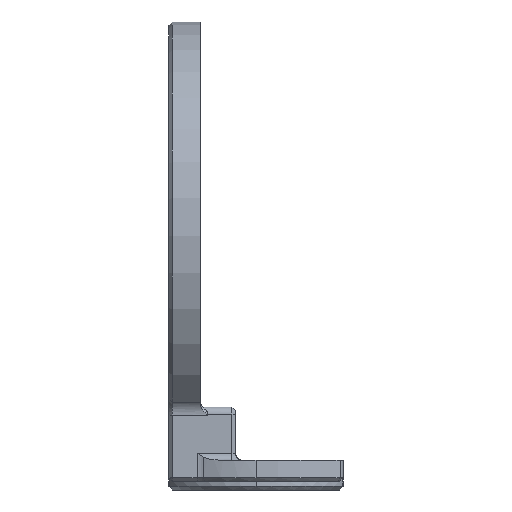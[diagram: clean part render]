
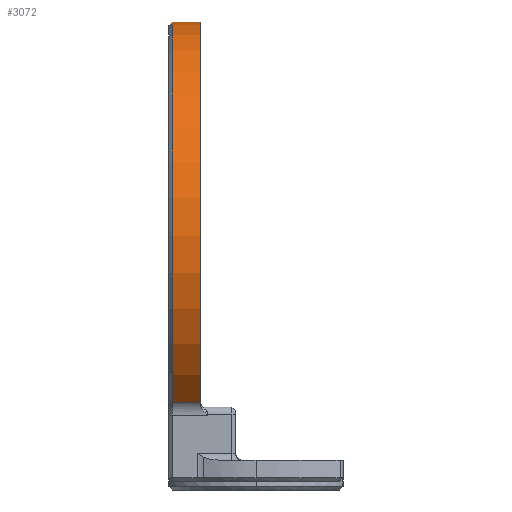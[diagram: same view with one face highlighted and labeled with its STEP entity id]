
A CAD part, left-side view. The second image highlights one B-rep face of the part: STEP entity #3072.
In plain terms, the highlighted cylindrical face has radius 62 mm (diameter 124 mm), a partial arc.
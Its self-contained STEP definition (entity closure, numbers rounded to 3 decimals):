
#378 = EDGE_CURVE ( 'NONE', #1694, #4206, #4277, .T. ) ;
#684 = CIRCLE ( 'NONE', #4181, 62. ) ;
#737 = CARTESIAN_POINT ( 'NONE',  ( -41.118, 23.85, 25.096 ) ) ;
#831 = CARTESIAN_POINT ( 'NONE',  ( 0., 15.85, 71.5 ) ) ;
#873 = AXIS2_PLACEMENT_3D ( 'NONE', #831, #1303, #2496 ) ;
#921 = CARTESIAN_POINT ( 'NONE',  ( 0., 15.85, 133.5 ) ) ;
#1099 = ORIENTED_EDGE ( 'NONE', *, *, #1198, .T. ) ;
#1160 = VERTEX_POINT ( 'NONE', #2673 ) ;
#1198 = EDGE_CURVE ( 'NONE', #1160, #2118, #684, .T. ) ;
#1303 = DIRECTION ( 'NONE',  ( 0., 1., 0. ) ) ;
#1425 = CARTESIAN_POINT ( 'NONE',  ( 0., 15.85, 133.5 ) ) ;
#1468 = ORIENTED_EDGE ( 'NONE', *, *, #378, .T. ) ;
#1694 = VERTEX_POINT ( 'NONE', #1696 ) ;
#1696 = CARTESIAN_POINT ( 'NONE',  ( 0., 23.85, 133.5 ) ) ;
#1922 = DIRECTION ( 'NONE',  ( 0., 0., 1. ) ) ;
#2013 = EDGE_CURVE ( 'NONE', #4206, #1160, #2916, .T. ) ;
#2079 = AXIS2_PLACEMENT_3D ( 'NONE', #2330, #2740, #1922 ) ;
#2118 = VERTEX_POINT ( 'NONE', #921 ) ;
#2172 = VECTOR ( 'NONE', #4414, 1000. ) ;
#2330 = CARTESIAN_POINT ( 'NONE',  ( 0., 23.85, 71.5 ) ) ;
#2400 = EDGE_LOOP ( 'NONE', ( #1099, #3193, #1468, #5152 ) ) ;
#2496 = DIRECTION ( 'NONE',  ( 0., 0., 1. ) ) ;
#2619 = DIRECTION ( 'NONE',  ( 0., 1., 0. ) ) ;
#2673 = CARTESIAN_POINT ( 'NONE',  ( -41.118, 15.85, 25.096 ) ) ;
#2740 = DIRECTION ( 'NONE',  ( 0., -1., 0. ) ) ;
#2859 = FACE_OUTER_BOUND ( 'NONE', #2400, .T. ) ;
#2916 = LINE ( 'NONE', #3248, #3524 ) ;
#3051 = CARTESIAN_POINT ( 'NONE',  ( 0., 15.85, 71.5 ) ) ;
#3072 = ADVANCED_FACE ( 'NONE', ( #2859 ), #3345, .T. ) ;
#3193 = ORIENTED_EDGE ( 'NONE', *, *, #4126, .T. ) ;
#3248 = CARTESIAN_POINT ( 'NONE',  ( -41.118, 15.85, 25.096 ) ) ;
#3345 = CYLINDRICAL_SURFACE ( 'NONE', #873, 62. ) ;
#3524 = VECTOR ( 'NONE', #5038, 1000. ) ;
#4126 = EDGE_CURVE ( 'NONE', #2118, #1694, #5268, .T. ) ;
#4181 = AXIS2_PLACEMENT_3D ( 'NONE', #3051, #2619, #4324 ) ;
#4206 = VERTEX_POINT ( 'NONE', #737 ) ;
#4277 = CIRCLE ( 'NONE', #2079, 62. ) ;
#4324 = DIRECTION ( 'NONE',  ( 0., 0., 1. ) ) ;
#4414 = DIRECTION ( 'NONE',  ( 0., 1., 0. ) ) ;
#5038 = DIRECTION ( 'NONE',  ( 0., -1., 0. ) ) ;
#5152 = ORIENTED_EDGE ( 'NONE', *, *, #2013, .T. ) ;
#5268 = LINE ( 'NONE', #1425, #2172 ) ;
